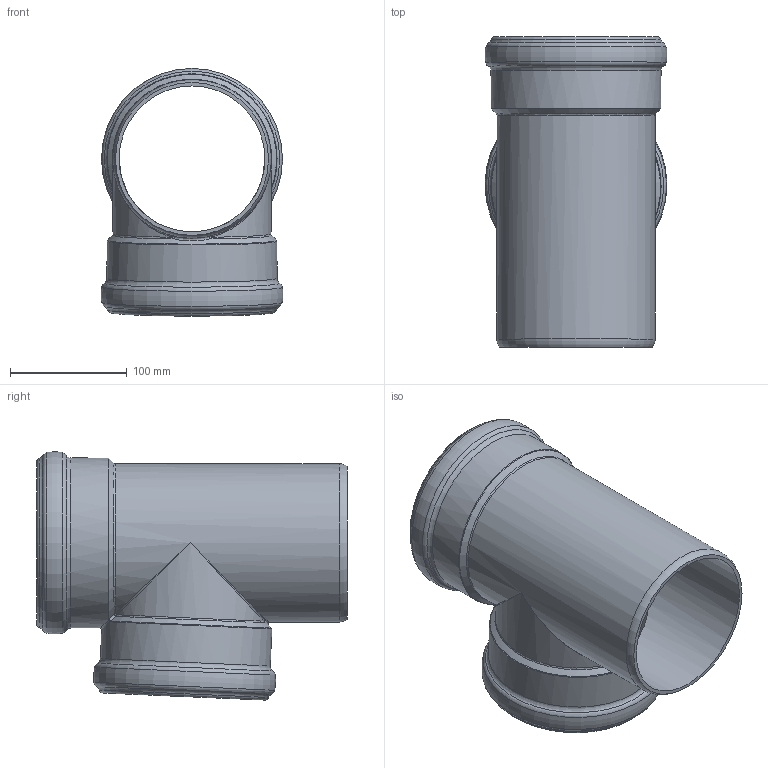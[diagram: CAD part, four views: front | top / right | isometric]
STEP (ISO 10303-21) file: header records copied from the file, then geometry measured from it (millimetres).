
FILE_DESCRIPTION(/* description */ (''),/* implementation_level */ '2;1');
FILE_NAME(/* name */ '336400 SKOLANsafeEA Abzweiger DN_OD 135_135_87°.stp',/* time_stamp */ '2018-01-09T14:05:47+01:00',/* author */ ('user1'),/* organization */ (''),/* preprocessor_version */ 'ST-DEVELOPER v16.1',/* originating_system */ 'Autodesk Inventor 2016',/* authorisation */ '');
FILE_SCHEMA (('AUTOMOTIVE_DESIGN { 1 0 10303 214 3 1 1 }'));
Length unit declared in the file: millimetre
Products named in the file (1): 336400 SKOLANsafeEA Abzweiger DN_OD 135_135_87°
Bounding box: 155.58 x 265.5 x 212.18 mm (x, y, z)
Volume: 696035.1 mm3; surface area: 284352 mm2
Topology: 1 solids, 1 shells, 69 faces, 152 edges, 78 vertices
Faces by surface type: torus 32, cylinder 14, bspline 14, cone 8, plane 1
Full cylindrical faces by diameter (mm): 124.7 x2, 135.3 x1, 135.8 x2, 136.1 x2, 145.4 x2, 147.7 x2
Entity records: 2342 total; most frequent: CARTESIAN_POINT 1103, DIRECTION 264, ORIENTED_EDGE 190, AXIS2_PLACEMENT_3D 132, EDGE_LOOP 114, EDGE_CURVE 95, VERTEX_POINT 71, FACE_OUTER_BOUND 68
